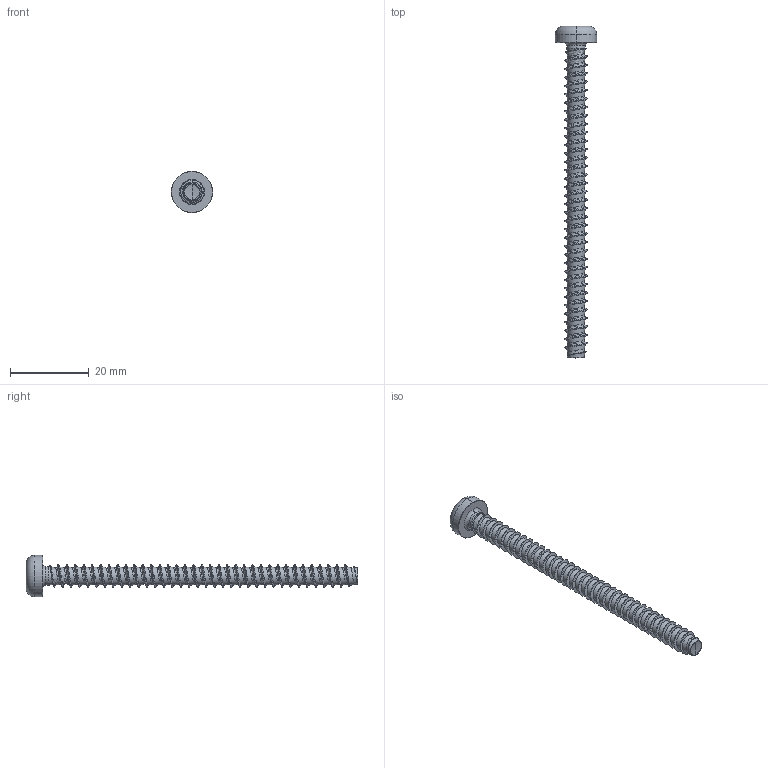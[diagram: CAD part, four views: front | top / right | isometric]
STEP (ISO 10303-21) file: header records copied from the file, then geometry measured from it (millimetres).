
FILE_DESCRIPTION (( 'STEP AP203' ), '1' );
FILE_NAME ('STP420600800.STEP', '2017-08-16T15:29:58', ( '' ), ( '' ), 'SwSTEP 2.0', 'SolidWorks 2015', '' );
FILE_SCHEMA (( 'CONFIG_CONTROL_DESIGN' ));
Products named in the file (1): STP420600800
Bounding box: 10.5 x 84.19 x 10.5 mm (x, y, z)
Volume: 1640.4 mm3; surface area: 2130.1 mm2
Topology: 1 solids, 1 shells, 164 faces, 429 edges, 269 vertices
Faces by surface type: cylinder 101, bspline 35, cone 11, torus 10, sphere 4, plane 3
Entity records: 63086 total; most frequent: CARTESIAN_POINT 59611, ORIENTED_EDGE 858, DIRECTION 526, EDGE_CURVE 429, VERTEX_POINT 269, AXIS2_PLACEMENT_3D 205, EDGE_LOOP 166, B_SPLINE_CURVE_WITH_KNOTS 165
